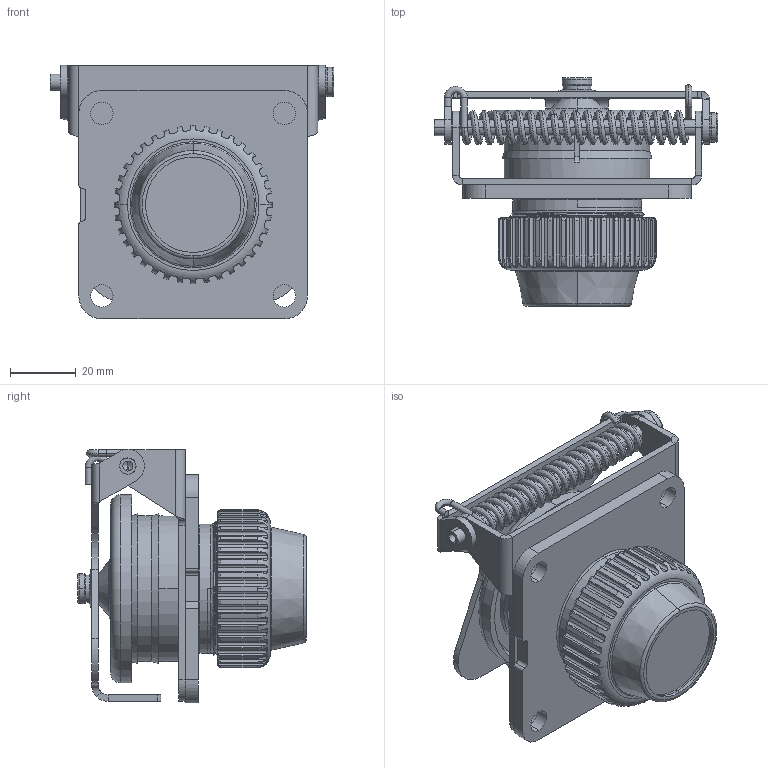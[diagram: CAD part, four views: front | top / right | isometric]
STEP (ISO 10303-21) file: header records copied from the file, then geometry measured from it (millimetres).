
FILE_DESCRIPTION((''),'2;1');
FILE_NAME('151310_ASY_SW0001','2021-04-30T15:36:26',('teru'),(''),'CREO PARAMETRIC BY PTC INC, 2017380','CREO PARAMETRIC BY PTC INC, 2017380','');
FILE_SCHEMA(('CONFIG_CONTROL_DESIGN'));
Products named in the file (1): 151310_ASY_SW0001
Bounding box: 86.2 x 69.58 x 77.24 mm (x, y, z)
Volume: 121400.7 mm3; surface area: 42706.7 mm2
Topology: 1 solids, 1 shells, 2059 faces, 5888 edges, 3884 vertices
Faces by surface type: plane 1709, cylinder 238, torus 70, bspline 28, cone 14
Entity records: 74794 total; most frequent: CARTESIAN_POINT 21231, ORIENTED_EDGE 11772, DIRECTION 10139, EDGE_CURVE 5886, VECTOR 4957, LINE 4957, VERTEX_POINT 3884, AXIS2_PLACEMENT_3D 2591
